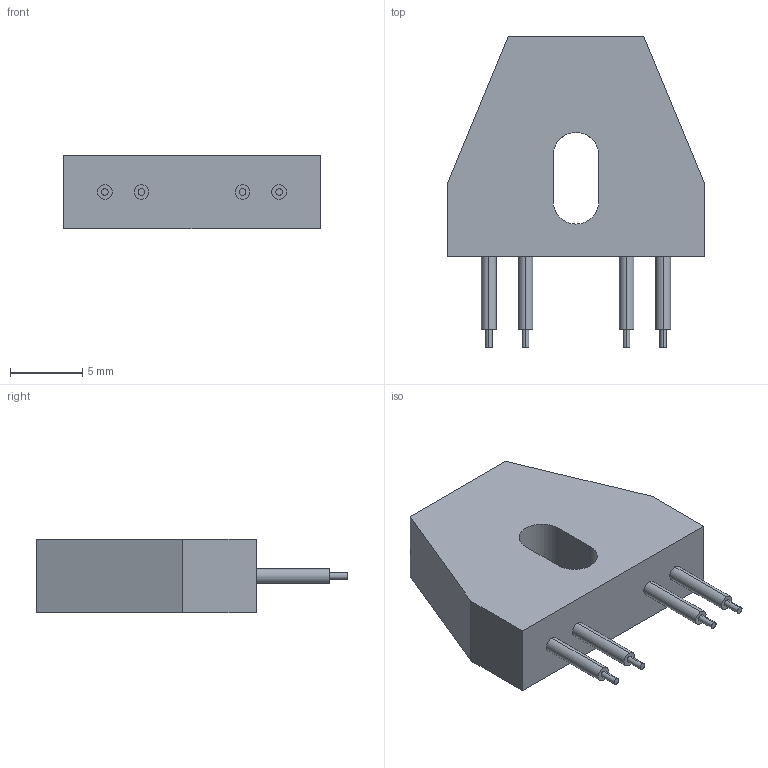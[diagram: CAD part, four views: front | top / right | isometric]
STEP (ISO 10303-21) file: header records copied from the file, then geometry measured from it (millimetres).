
FILE_DESCRIPTION (( 'STEP AP214' ), '1' );
FILE_NAME ('OPB741WZ.STEP', '2015-01-28T13:49:27', ( '' ), ( '' ), 'SwSTEP 2.0', 'SolidWorks 2014', '' );
FILE_SCHEMA (( 'AUTOMOTIVE_DESIGN' ));
Length unit declared in the file: inch
Products named in the file (1): OPB741WZ
Bounding box: 17.78 x 21.59 x 5.08 mm (x, y, z)
Volume: 1085.7 mm3; surface area: 878.6 mm2
Topology: 1 solids, 1 shells, 46 faces, 102 edges, 68 vertices
Faces by surface type: plane 28, cylinder 18
Entity records: 1456 total; most frequent: DIRECTION 232, CARTESIAN_POINT 217, ORIENTED_EDGE 204, EDGE_CURVE 102, AXIS2_PLACEMENT_3D 83, VERTEX_POINT 68, VECTOR 66, LINE 66
